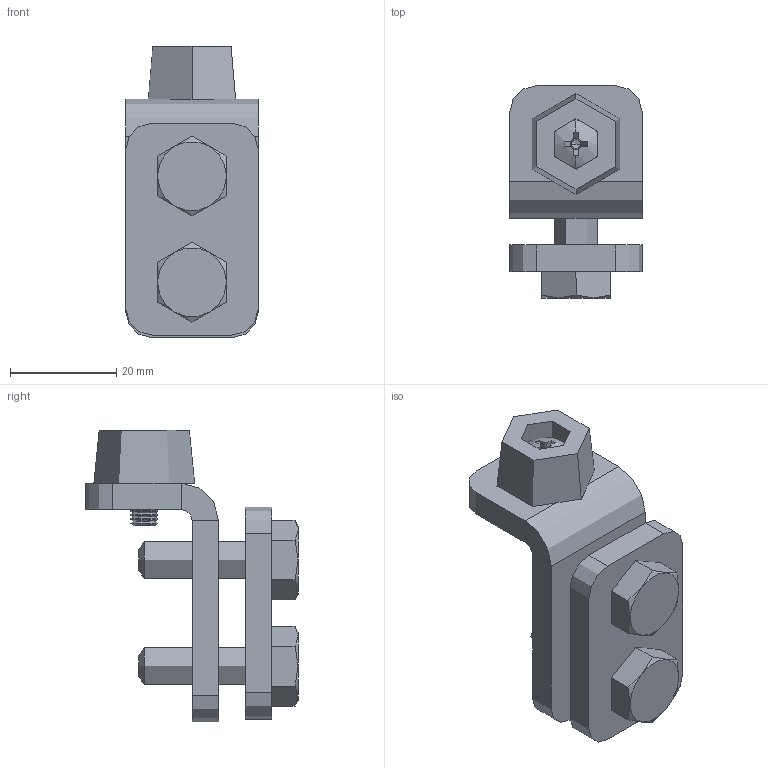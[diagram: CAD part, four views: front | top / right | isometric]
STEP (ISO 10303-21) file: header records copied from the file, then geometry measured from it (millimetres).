
FILE_DESCRIPTION (( 'STEP AP203' ), '1' );
FILE_NAME ('342.STEP', '2020-12-03T14:14:10', ( '' ), ( '' ), 'SwSTEP 2.0', 'SolidWorks 2018', '' );
FILE_SCHEMA (( 'CONFIG_CONTROL_DESIGN' ));
Length unit declared in the file: millimetre
Products named in the file (13): DIN 931; pan head cross recess screw_din_DIN EN ISO 7045 - M5 x 12 - Z - 12S; 342 Teil1_342 Teil1; 342; 342 Teil3; pan head cross recess screw_din; 342 Teil1; DIN 931_DIN 931 M8x25; 342 Teil2_342 Teil2; 342 Teil3_342 Teil3; 342 Teil2
Assembly tree (8 placements, depth 2):
  342
    342 Teil1_342 Teil1
    342 Teil3_342 Teil3
    342 Teil2_342 Teil2
    DIN 931_DIN 931 M8x25  x2
    pan head cross recess screw_din_DIN EN ISO 7045 - M5 x 12 - Z - 12S
  342 Teil3
  pan head cross recess screw_din
  342 Teil1
  342
    DIN 931
    DIN 931
Bounding box: 25 x 40 x 55 mm (x, y, z)
Volume: 18018.3 mm3; surface area: 10628.1 mm2
Topology: 6 solids, 6 shells, 419 faces, 1084 edges, 697 vertices
Faces by surface type: plane 169, cone 98, bspline 88, cylinder 58, torus 4, sphere 2
Entity records: 18345 total; most frequent: CARTESIAN_POINT 7683, ORIENTED_EDGE 2080, DIRECTION 1762, EDGE_CURVE 1040, VERTEX_POINT 669, AXIS2_PLACEMENT_3D 592, LINE 578, VECTOR 578
